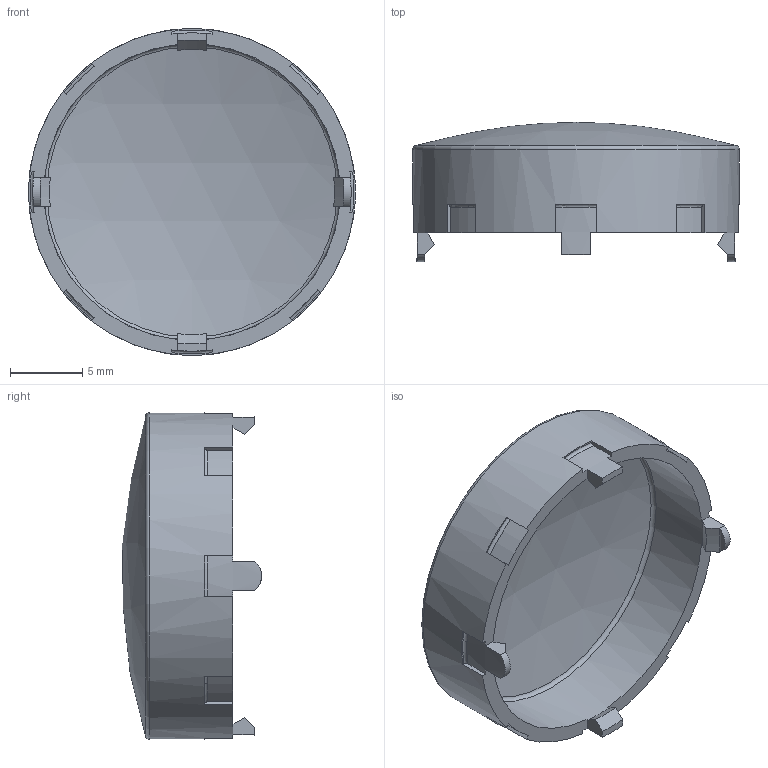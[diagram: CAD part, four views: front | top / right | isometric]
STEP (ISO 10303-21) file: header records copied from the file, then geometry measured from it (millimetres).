
FILE_DESCRIPTION(/* description */ (''),/* implementation_level */ '2;1');
FILE_NAME(/* name */ 'KH23RT.stp',/* time_stamp */ '2024-02-05T08:56:59+01:00',/* author */ ('jspachtholz'),/* organization */ (''),/* preprocessor_version */ 'ST-DEVELOPER v19.2',/* originating_system */ 'Autodesk Inventor 2023',/* authorisation */ '');
FILE_SCHEMA (('AUTOMOTIVE_DESIGN { 1 0 10303 214 3 1 1 }'));
Length unit declared in the file: millimetre
Products named in the file (1): KH23RT
Bounding box: 22.6 x 9.63 x 22.6 mm (x, y, z)
Volume: 937.5 mm3; surface area: 1581.7 mm2
Topology: 1 solids, 1 shells, 72 faces, 206 edges, 136 vertices
Faces by surface type: plane 38, cylinder 14, torus 10, cone 8, sphere 2
Full cylindrical faces by diameter (mm): 20.5 x1, 22.6 x1
Entity records: 2553 total; most frequent: CARTESIAN_POINT 643, ORIENTED_EDGE 412, DIRECTION 388, EDGE_CURVE 206, AXIS2_PLACEMENT_3D 145, VERTEX_POINT 136, LINE 98, VECTOR 98
